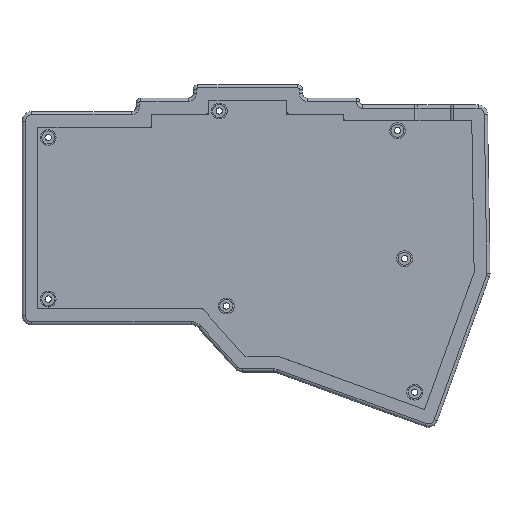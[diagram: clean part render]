
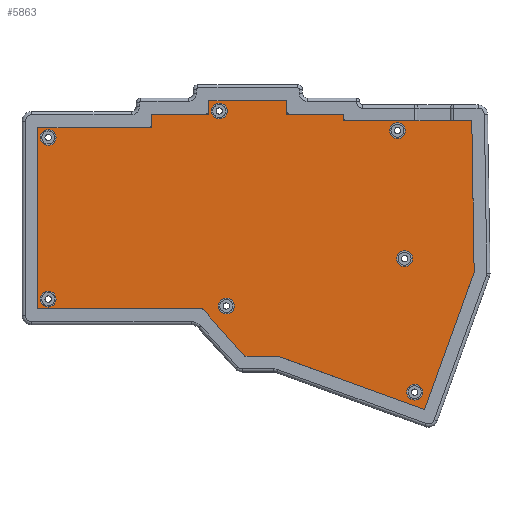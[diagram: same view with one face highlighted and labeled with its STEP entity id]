
A CAD part, top view. The second image highlights one B-rep face of the part: STEP entity #5863.
In plain terms, the highlighted planar face has unit normal (0, 0, 1).
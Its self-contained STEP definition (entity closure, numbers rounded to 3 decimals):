
#5322=CARTESIAN_POINT('',(134.956,-43.659,1.5));
#5323=VERTEX_POINT('',#5322);
#5330=CARTESIAN_POINT('',(119.29,-87.008,1.5));
#5331=VERTEX_POINT('',#5330);
#5332=CARTESIAN_POINT('',(119.29,-87.008,1.5));
#5333=DIRECTION('',(0.34,0.94,0.));
#5334=VECTOR('',#5333,46.093);
#5335=LINE('',#5332,#5334);
#5336=EDGE_CURVE('',#5331,#5323,#5335,.T.);
#5353=CARTESIAN_POINT('',(134.215,4.125,1.5));
#5354=VERTEX_POINT('',#5353);
#5361=CARTESIAN_POINT('',(134.956,-43.659,1.5));
#5362=DIRECTION('',(-0.016,1.,0.));
#5363=VECTOR('',#5362,47.789);
#5364=LINE('',#5361,#5363);
#5365=EDGE_CURVE('',#5323,#5354,#5364,.T.);
#5377=CARTESIAN_POINT('',(93.75,4.125,1.5));
#5378=VERTEX_POINT('',#5377);
#5385=CARTESIAN_POINT('',(134.215,4.125,1.5));
#5386=DIRECTION('',(-1.,-0.,0.));
#5387=VECTOR('',#5386,40.465);
#5388=LINE('',#5385,#5387);
#5389=EDGE_CURVE('',#5354,#5378,#5388,.T.);
#5401=CARTESIAN_POINT('',(93.75,6.25,1.5));
#5402=VERTEX_POINT('',#5401);
#5409=CARTESIAN_POINT('',(93.75,4.125,1.5));
#5410=DIRECTION('',(0.,1.,0.));
#5411=VECTOR('',#5410,2.125);
#5412=LINE('',#5409,#5411);
#5413=EDGE_CURVE('',#5378,#5402,#5412,.T.);
#5425=CARTESIAN_POINT('',(75.75,6.25,1.5));
#5426=VERTEX_POINT('',#5425);
#5433=CARTESIAN_POINT('',(93.75,6.25,1.5));
#5434=DIRECTION('',(-1.,-0.,0.));
#5435=VECTOR('',#5434,18.);
#5436=LINE('',#5433,#5435);
#5437=EDGE_CURVE('',#5402,#5426,#5436,.T.);
#5449=CARTESIAN_POINT('',(75.75,10.5,1.5));
#5450=VERTEX_POINT('',#5449);
#5457=CARTESIAN_POINT('',(75.75,6.25,1.5));
#5458=DIRECTION('',(0.,1.,0.));
#5459=VECTOR('',#5458,4.25);
#5460=LINE('',#5457,#5459);
#5461=EDGE_CURVE('',#5426,#5450,#5460,.T.);
#5473=CARTESIAN_POINT('',(51.25,10.5,1.5));
#5474=VERTEX_POINT('',#5473);
#5481=CARTESIAN_POINT('',(75.75,10.5,1.5));
#5482=DIRECTION('',(-1.,-0.,0.));
#5483=VECTOR('',#5482,24.5);
#5484=LINE('',#5481,#5483);
#5485=EDGE_CURVE('',#5450,#5474,#5484,.T.);
#5497=CARTESIAN_POINT('',(51.25,6.25,1.5));
#5498=VERTEX_POINT('',#5497);
#5505=CARTESIAN_POINT('',(51.25,10.5,1.5));
#5506=DIRECTION('',(0.,-1.,0.));
#5507=VECTOR('',#5506,4.25);
#5508=LINE('',#5505,#5507);
#5509=EDGE_CURVE('',#5474,#5498,#5508,.T.);
#5521=CARTESIAN_POINT('',(33.25,6.25,1.5));
#5522=VERTEX_POINT('',#5521);
#5529=CARTESIAN_POINT('',(51.25,6.25,1.5));
#5530=DIRECTION('',(-1.,-0.,0.));
#5531=VECTOR('',#5530,18.);
#5532=LINE('',#5529,#5531);
#5533=EDGE_CURVE('',#5498,#5522,#5532,.T.);
#5545=CARTESIAN_POINT('',(33.25,2.,1.5));
#5546=VERTEX_POINT('',#5545);
#5553=CARTESIAN_POINT('',(33.25,6.25,1.5));
#5554=DIRECTION('',(0.,-1.,0.));
#5555=VECTOR('',#5554,4.25);
#5556=LINE('',#5553,#5555);
#5557=EDGE_CURVE('',#5522,#5546,#5556,.T.);
#5569=CARTESIAN_POINT('',(-2.75,2.,1.5));
#5570=VERTEX_POINT('',#5569);
#5577=CARTESIAN_POINT('',(33.25,2.,1.5));
#5578=DIRECTION('',(-1.,-0.,0.));
#5579=VECTOR('',#5578,36.);
#5580=LINE('',#5577,#5579);
#5581=EDGE_CURVE('',#5546,#5570,#5580,.T.);
#5593=CARTESIAN_POINT('',(-2.75,-55.25,1.5));
#5594=VERTEX_POINT('',#5593);
#5601=CARTESIAN_POINT('',(-2.75,2.,1.5));
#5602=DIRECTION('',(0.,-1.,0.));
#5603=VECTOR('',#5602,57.25);
#5604=LINE('',#5601,#5603);
#5605=EDGE_CURVE('',#5570,#5594,#5604,.T.);
#5617=CARTESIAN_POINT('',(49.252,-55.25,1.5));
#5618=VERTEX_POINT('',#5617);
#5625=CARTESIAN_POINT('',(-2.75,-55.25,1.5));
#5626=DIRECTION('',(1.,0.,-0.));
#5627=VECTOR('',#5626,52.002);
#5628=LINE('',#5625,#5627);
#5629=EDGE_CURVE('',#5594,#5618,#5628,.T.);
#5641=CARTESIAN_POINT('',(62.625,-70.17,1.5));
#5642=VERTEX_POINT('',#5641);
#5649=CARTESIAN_POINT('',(49.252,-55.25,1.5));
#5650=DIRECTION('',(0.667,-0.745,0.));
#5651=VECTOR('',#5650,20.036);
#5652=LINE('',#5649,#5651);
#5653=EDGE_CURVE('',#5618,#5642,#5652,.T.);
#5665=CARTESIAN_POINT('',(73.04,-70.17,1.5));
#5666=VERTEX_POINT('',#5665);
#5673=CARTESIAN_POINT('',(62.625,-70.17,1.5));
#5674=DIRECTION('',(1.,0.,-0.));
#5675=VECTOR('',#5674,10.414);
#5676=LINE('',#5673,#5675);
#5677=EDGE_CURVE('',#5642,#5666,#5676,.T.);
#5690=CARTESIAN_POINT('',(73.04,-70.17,1.5));
#5691=DIRECTION('',(0.94,-0.342,0.));
#5692=VECTOR('',#5691,49.22);
#5693=LINE('',#5690,#5692);
#5694=EDGE_CURVE('',#5666,#5331,#5693,.T.);
#5700=CARTESIAN_POINT('',(0.,0.,1.5));
#5701=DIRECTION('',(0.,0.,1.));
#5702=DIRECTION('',(1.,0.,0.));
#5703=AXIS2_PLACEMENT_3D('',#5700,#5701,#5702);
#5704=PLANE('',#5703);
#5705=CARTESIAN_POINT('',(57.,7.231,1.5));
#5706=VERTEX_POINT('',#5705);
#5707=CARTESIAN_POINT('',(52.,7.231,1.5));
#5708=VERTEX_POINT('',#5707);
#5709=CARTESIAN_POINT('',(54.5,7.231,1.5));
#5710=DIRECTION('',(-0.,-0.,-1.));
#5711=DIRECTION('',(1.,0.,-0.));
#5712=AXIS2_PLACEMENT_3D('',#5709,#5710,#5711);
#5713=CIRCLE('',#5712,2.5);
#5714=EDGE_CURVE('',#5706,#5708,#5713,.T.);
#5715=ORIENTED_EDGE('',*,*,#5714,.T.);
#5716=CARTESIAN_POINT('',(54.5,7.231,1.5));
#5717=DIRECTION('',(-0.,-0.,-1.));
#5718=DIRECTION('',(1.,0.,-0.));
#5719=AXIS2_PLACEMENT_3D('',#5716,#5717,#5718);
#5720=CIRCLE('',#5719,2.5);
#5721=EDGE_CURVE('',#5708,#5706,#5720,.T.);
#5722=ORIENTED_EDGE('',*,*,#5721,.T.);
#5723=EDGE_LOOP('',(#5715,#5722));
#5724=FACE_BOUND('',#5723,.T.);
#5725=CARTESIAN_POINT('',(113.252,1.,1.5));
#5726=VERTEX_POINT('',#5725);
#5727=CARTESIAN_POINT('',(108.252,1.,1.5));
#5728=VERTEX_POINT('',#5727);
#5729=CARTESIAN_POINT('',(110.752,1.,1.5));
#5730=DIRECTION('',(-0.,-0.,-1.));
#5731=DIRECTION('',(1.,0.,-0.));
#5732=AXIS2_PLACEMENT_3D('',#5729,#5730,#5731);
#5733=CIRCLE('',#5732,2.5);
#5734=EDGE_CURVE('',#5726,#5728,#5733,.T.);
#5735=ORIENTED_EDGE('',*,*,#5734,.T.);
#5736=CARTESIAN_POINT('',(110.752,1.,1.5));
#5737=DIRECTION('',(-0.,-0.,-1.));
#5738=DIRECTION('',(1.,0.,-0.));
#5739=AXIS2_PLACEMENT_3D('',#5736,#5737,#5738);
#5740=CIRCLE('',#5739,2.5);
#5741=EDGE_CURVE('',#5728,#5726,#5740,.T.);
#5742=ORIENTED_EDGE('',*,*,#5741,.T.);
#5743=EDGE_LOOP('',(#5735,#5742));
#5744=FACE_BOUND('',#5743,.T.);
#5745=CARTESIAN_POINT('',(59.25,-54.322,1.5));
#5746=VERTEX_POINT('',#5745);
#5747=CARTESIAN_POINT('',(54.25,-54.322,1.5));
#5748=VERTEX_POINT('',#5747);
#5749=CARTESIAN_POINT('',(56.75,-54.322,1.5));
#5750=DIRECTION('',(-0.,-0.,-1.));
#5751=DIRECTION('',(1.,0.,-0.));
#5752=AXIS2_PLACEMENT_3D('',#5749,#5750,#5751);
#5753=CIRCLE('',#5752,2.5);
#5754=EDGE_CURVE('',#5746,#5748,#5753,.T.);
#5755=ORIENTED_EDGE('',*,*,#5754,.T.);
#5756=CARTESIAN_POINT('',(56.75,-54.322,1.5));
#5757=DIRECTION('',(-0.,-0.,-1.));
#5758=DIRECTION('',(1.,0.,-0.));
#5759=AXIS2_PLACEMENT_3D('',#5756,#5757,#5758);
#5760=CIRCLE('',#5759,2.5);
#5761=EDGE_CURVE('',#5748,#5746,#5760,.T.);
#5762=ORIENTED_EDGE('',*,*,#5761,.T.);
#5763=EDGE_LOOP('',(#5755,#5762));
#5764=FACE_BOUND('',#5763,.T.);
#5765=CARTESIAN_POINT('',(118.7,-81.5,1.5));
#5766=VERTEX_POINT('',#5765);
#5767=CARTESIAN_POINT('',(113.7,-81.5,1.5));
#5768=VERTEX_POINT('',#5767);
#5769=CARTESIAN_POINT('',(116.2,-81.5,1.5));
#5770=DIRECTION('',(-0.,-0.,-1.));
#5771=DIRECTION('',(1.,0.,-0.));
#5772=AXIS2_PLACEMENT_3D('',#5769,#5770,#5771);
#5773=CIRCLE('',#5772,2.5);
#5774=EDGE_CURVE('',#5766,#5768,#5773,.T.);
#5775=ORIENTED_EDGE('',*,*,#5774,.T.);
#5776=CARTESIAN_POINT('',(116.2,-81.5,1.5));
#5777=DIRECTION('',(-0.,-0.,-1.));
#5778=DIRECTION('',(1.,0.,-0.));
#5779=AXIS2_PLACEMENT_3D('',#5776,#5777,#5778);
#5780=CIRCLE('',#5779,2.5);
#5781=EDGE_CURVE('',#5768,#5766,#5780,.T.);
#5782=ORIENTED_EDGE('',*,*,#5781,.T.);
#5783=EDGE_LOOP('',(#5775,#5782));
#5784=FACE_BOUND('',#5783,.T.);
#5785=CARTESIAN_POINT('',(115.502,-39.375,1.5));
#5786=VERTEX_POINT('',#5785);
#5787=CARTESIAN_POINT('',(110.502,-39.375,1.5));
#5788=VERTEX_POINT('',#5787);
#5789=CARTESIAN_POINT('',(113.002,-39.375,1.5));
#5790=DIRECTION('',(-0.,-0.,-1.));
#5791=DIRECTION('',(1.,0.,-0.));
#5792=AXIS2_PLACEMENT_3D('',#5789,#5790,#5791);
#5793=CIRCLE('',#5792,2.5);
#5794=EDGE_CURVE('',#5786,#5788,#5793,.T.);
#5795=ORIENTED_EDGE('',*,*,#5794,.T.);
#5796=CARTESIAN_POINT('',(113.002,-39.375,1.5));
#5797=DIRECTION('',(-0.,-0.,-1.));
#5798=DIRECTION('',(1.,0.,-0.));
#5799=AXIS2_PLACEMENT_3D('',#5796,#5797,#5798);
#5800=CIRCLE('',#5799,2.5);
#5801=EDGE_CURVE('',#5788,#5786,#5800,.T.);
#5802=ORIENTED_EDGE('',*,*,#5801,.T.);
#5803=EDGE_LOOP('',(#5795,#5802));
#5804=FACE_BOUND('',#5803,.T.);
#5805=CARTESIAN_POINT('',(-2.,-52.125,1.5));
#5806=VERTEX_POINT('',#5805);
#5807=CARTESIAN_POINT('',(3.,-52.125,1.5));
#5808=VERTEX_POINT('',#5807);
#5809=CARTESIAN_POINT('',(0.5,-52.125,1.5));
#5810=DIRECTION('',(0.,0.,1.));
#5811=DIRECTION('',(1.,0.,-0.));
#5812=AXIS2_PLACEMENT_3D('',#5809,#5810,#5811);
#5813=CIRCLE('',#5812,2.5);
#5814=EDGE_CURVE('',#5806,#5808,#5813,.T.);
#5815=ORIENTED_EDGE('',*,*,#5814,.F.);
#5816=CARTESIAN_POINT('',(0.5,-52.125,1.5));
#5817=DIRECTION('',(0.,0.,1.));
#5818=DIRECTION('',(1.,0.,-0.));
#5819=AXIS2_PLACEMENT_3D('',#5816,#5817,#5818);
#5820=CIRCLE('',#5819,2.5);
#5821=EDGE_CURVE('',#5808,#5806,#5820,.T.);
#5822=ORIENTED_EDGE('',*,*,#5821,.F.);
#5823=EDGE_LOOP('',(#5815,#5822));
#5824=FACE_BOUND('',#5823,.T.);
#5825=CARTESIAN_POINT('',(3.,-1.125,1.5));
#5826=VERTEX_POINT('',#5825);
#5827=CARTESIAN_POINT('',(-2.,-1.125,1.5));
#5828=VERTEX_POINT('',#5827);
#5829=CARTESIAN_POINT('',(0.5,-1.125,1.5));
#5830=DIRECTION('',(-0.,-0.,-1.));
#5831=DIRECTION('',(1.,0.,-0.));
#5832=AXIS2_PLACEMENT_3D('',#5829,#5830,#5831);
#5833=CIRCLE('',#5832,2.5);
#5834=EDGE_CURVE('',#5826,#5828,#5833,.T.);
#5835=ORIENTED_EDGE('',*,*,#5834,.T.);
#5836=CARTESIAN_POINT('',(0.5,-1.125,1.5));
#5837=DIRECTION('',(-0.,-0.,-1.));
#5838=DIRECTION('',(1.,0.,-0.));
#5839=AXIS2_PLACEMENT_3D('',#5836,#5837,#5838);
#5840=CIRCLE('',#5839,2.5);
#5841=EDGE_CURVE('',#5828,#5826,#5840,.T.);
#5842=ORIENTED_EDGE('',*,*,#5841,.T.);
#5843=EDGE_LOOP('',(#5835,#5842));
#5844=FACE_BOUND('',#5843,.T.);
#5845=ORIENTED_EDGE('',*,*,#5336,.T.);
#5846=ORIENTED_EDGE('',*,*,#5365,.T.);
#5847=ORIENTED_EDGE('',*,*,#5389,.T.);
#5848=ORIENTED_EDGE('',*,*,#5413,.T.);
#5849=ORIENTED_EDGE('',*,*,#5437,.T.);
#5850=ORIENTED_EDGE('',*,*,#5461,.T.);
#5851=ORIENTED_EDGE('',*,*,#5485,.T.);
#5852=ORIENTED_EDGE('',*,*,#5509,.T.);
#5853=ORIENTED_EDGE('',*,*,#5533,.T.);
#5854=ORIENTED_EDGE('',*,*,#5557,.T.);
#5855=ORIENTED_EDGE('',*,*,#5581,.T.);
#5856=ORIENTED_EDGE('',*,*,#5605,.T.);
#5857=ORIENTED_EDGE('',*,*,#5629,.T.);
#5858=ORIENTED_EDGE('',*,*,#5653,.T.);
#5859=ORIENTED_EDGE('',*,*,#5677,.T.);
#5860=ORIENTED_EDGE('',*,*,#5694,.T.);
#5861=EDGE_LOOP('',(#5845,#5846,#5847,#5848,#5849,#5850,#5851,#5852,#5853,#5854,#5855,#5856,#5857,#5858,#5859,#5860));
#5862=FACE_BOUND('',#5861,.T.);
#5863=ADVANCED_FACE('',(#5724,#5744,#5764,#5784,#5804,#5824,#5844,#5862),#5704,.T.);
